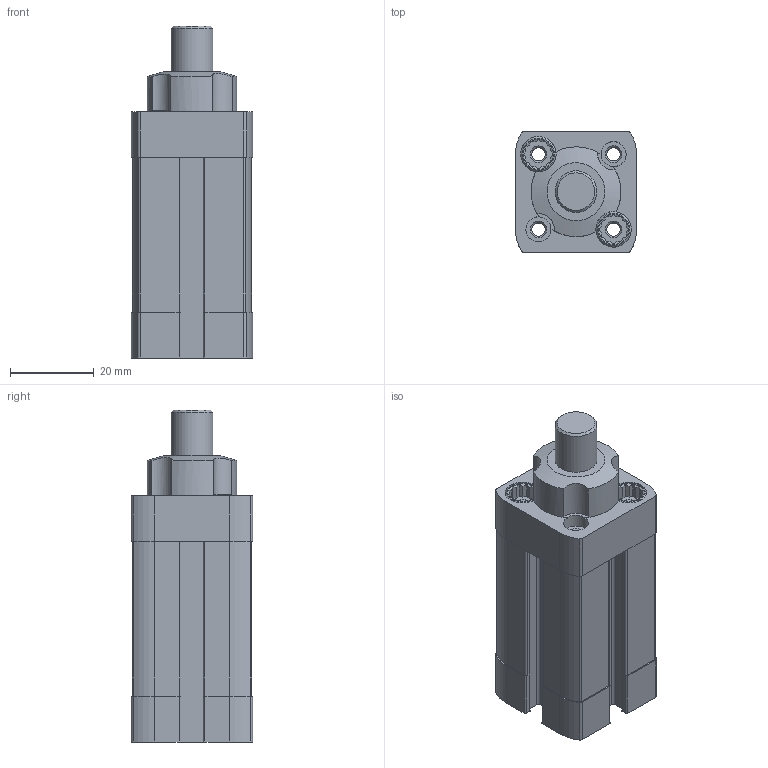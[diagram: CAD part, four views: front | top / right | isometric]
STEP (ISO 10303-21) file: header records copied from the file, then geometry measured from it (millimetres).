
FILE_DESCRIPTION(/* description */ ('STEP AP214'),/* implementation_level */ '2;1');
FILE_NAME(/* name */ '576060_DFSP-16-10-PS-PA',/* time_stamp */ '2024-08-15T21:17:29+02:00',/* author */ ('License CC BY-ND 4.0'),/* organization */ ('CADENAS'),/* preprocessor_version */ 'ST-DEVELOPER v19.3',/* originating_system */ 'PARTsolutions',/* authorisation */ ' ');
FILE_SCHEMA (('AUTOMOTIVE_DESIGN {1 0 10303 214 3 1 1}'));
Length unit declared in the file: millimetre
Products named in the file (4): 576060 DFSP-16-10-PS-PA---(0); 575166 DFSP-16-10_g; 575166 DFSP-16-10-S_ks; 340115 M5-ADVU
Assembly tree (3 placements, depth 2):
  576060 DFSP-16-10-PS-PA---(0)
    575166 DFSP-16-10_g
    575166 DFSP-16-10-S_ks
    340115 M5-ADVU
Bounding box: 29 x 29 x 79.5 mm (x, y, z)
Volume: 40771.7 mm3; surface area: 18498.2 mm2
Topology: 3 solids, 3 shells, 291 faces, 763 edges, 504 vertices
Faces by surface type: plane 180, cylinder 90, cone 20, sphere 1
Full cylindrical faces by diameter (mm): 2.5 x1, 3.242 x8, 3.95 x1, 4.134 x2, 5 x1, 5.242 x4, 6 x4, 8.5 x4, 9 x1, 10 x2, 16 x2
Entity records: 8817 total; most frequent: CARTESIAN_POINT 1799, ORIENTED_EDGE 1400, DIRECTION 1394, EDGE_CURVE 700, AXIS2_PLACEMENT_3D 499, VERTEX_POINT 492, LINE 396, VECTOR 396
